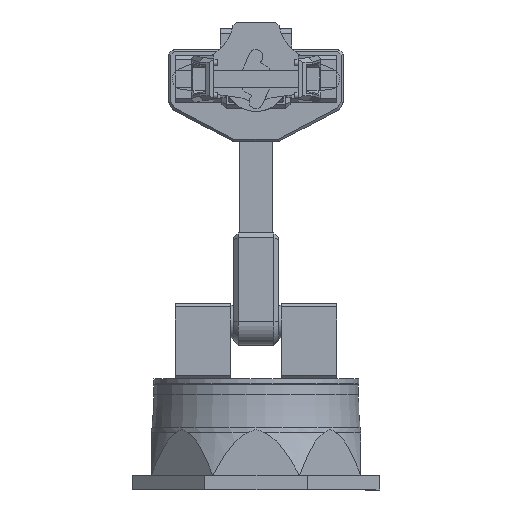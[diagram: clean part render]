
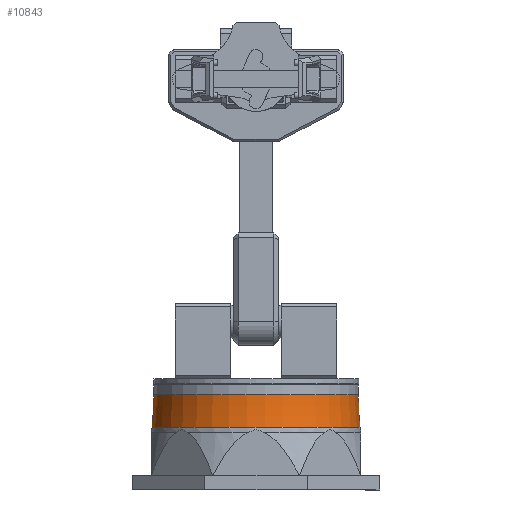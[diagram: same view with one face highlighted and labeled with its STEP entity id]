
A CAD part, front view. The second image highlights one B-rep face of the part: STEP entity #10843.
In plain terms, the highlighted toroidal (fillet/blend) face has major radius 263.5 mm and minor radius 200 mm.
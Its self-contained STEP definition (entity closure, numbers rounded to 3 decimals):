
#141=TOROIDAL_SURFACE('',#11629,263.5,200.);
#359=CIRCLE('',#11611,64.503);
#360=CIRCLE('',#11612,64.503);
#376=CIRCLE('',#11630,63.5);
#377=CIRCLE('',#11631,63.5);
#378=CIRCLE('',#11632,200.);
#727=FACE_OUTER_BOUND('',#1372,.T.);
#1372=EDGE_LOOP('',(#7330,#7331,#7332,#7333,#7334,#7335));
#4563=VERTEX_POINT('',#16004);
#4564=VERTEX_POINT('',#16006);
#4585=VERTEX_POINT('',#16054);
#4586=VERTEX_POINT('',#16055);
#5611=EDGE_CURVE('',#4564,#4563,#359,.T.);
#5612=EDGE_CURVE('',#4563,#4564,#360,.T.);
#5636=EDGE_CURVE('',#4585,#4586,#376,.T.);
#5637=EDGE_CURVE('',#4586,#4585,#377,.T.);
#5638=EDGE_CURVE('',#4585,#4564,#378,.T.);
#7330=ORIENTED_EDGE('',*,*,#5636,.T.);
#7331=ORIENTED_EDGE('',*,*,#5637,.T.);
#7332=ORIENTED_EDGE('',*,*,#5638,.T.);
#7333=ORIENTED_EDGE('',*,*,#5611,.T.);
#7334=ORIENTED_EDGE('',*,*,#5612,.T.);
#7335=ORIENTED_EDGE('',*,*,#5638,.F.);
#10843=ADVANCED_FACE('',(#727),#141,.F.);
#11611=AXIS2_PLACEMENT_3D('',#16007,#12716,#12717);
#11612=AXIS2_PLACEMENT_3D('',#16008,#12718,#12719);
#11629=AXIS2_PLACEMENT_3D('',#16053,#12760,#12761);
#11630=AXIS2_PLACEMENT_3D('',#16056,#12762,#12763);
#11631=AXIS2_PLACEMENT_3D('',#16057,#12764,#12765);
#11632=AXIS2_PLACEMENT_3D('',#16058,#12766,#12767);
#12716=DIRECTION('center_axis',(0.,1.,0.));
#12717=DIRECTION('ref_axis',(0.,0.,-1.));
#12718=DIRECTION('center_axis',(0.,1.,0.));
#12719=DIRECTION('ref_axis',(0.,0.,-1.));
#12760=DIRECTION('center_axis',(0.,1.,0.));
#12761=DIRECTION('ref_axis',(0.,0.,1.));
#12762=DIRECTION('center_axis',(0.,-1.,0.));
#12763=DIRECTION('ref_axis',(0.,0.,-1.));
#12764=DIRECTION('center_axis',(0.,-1.,0.));
#12765=DIRECTION('ref_axis',(0.,0.,-1.));
#12766=DIRECTION('center_axis',(1.,0.,0.));
#12767=DIRECTION('ref_axis',(0.,0.,-1.));
#16004=CARTESIAN_POINT('',(-64.503,29.825,0.));
#16006=CARTESIAN_POINT('',(0.,29.825,-64.503));
#16007=CARTESIAN_POINT('Origin',(0.,29.825,
0.));
#16008=CARTESIAN_POINT('Origin',(0.,29.825,
0.));
#16053=CARTESIAN_POINT('Origin',(0.,49.825,0.));
#16054=CARTESIAN_POINT('',(0.,49.825,-63.5));
#16055=CARTESIAN_POINT('',(-63.5,49.825,0.));
#16056=CARTESIAN_POINT('Origin',(0.,49.825,0.));
#16057=CARTESIAN_POINT('Origin',(0.,49.825,0.));
#16058=CARTESIAN_POINT('Origin',(0.,49.825,
-263.5));
